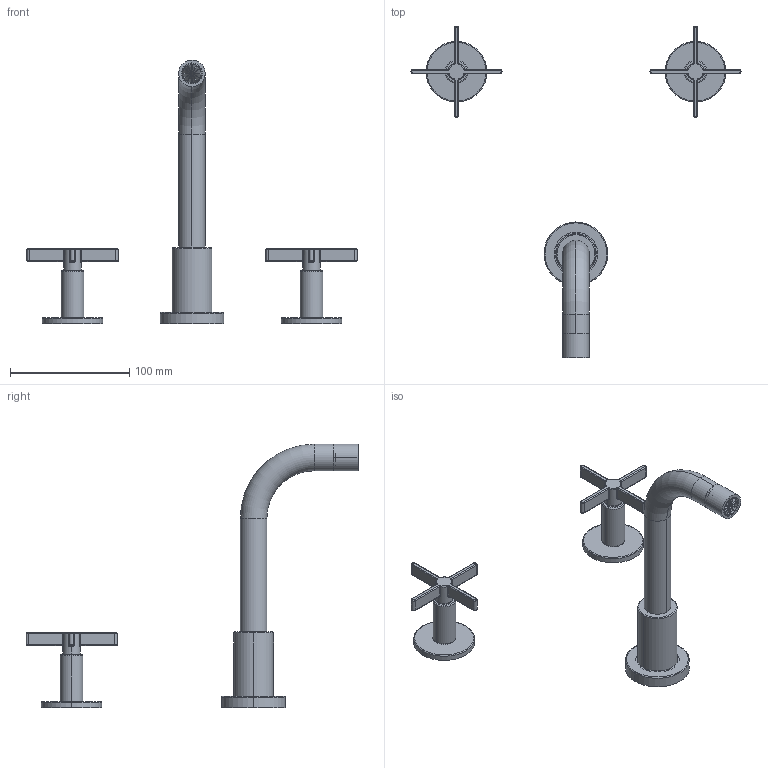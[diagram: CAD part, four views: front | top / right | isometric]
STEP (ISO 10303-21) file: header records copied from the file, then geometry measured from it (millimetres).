
FILE_DESCRIPTION((''),'2;1');
FILE_NAME('3-3335_ASM','2020-09-15T09:33:16',('jinson.thomas'),(''),'CREO PARAMETRIC BY PTC INC, 2018400','CREO PARAMETRIC BY PTC INC, 2018400','');
FILE_SCHEMA(('CONFIG_CONTROL_DESIGN'));
Length unit declared in the file: inch
Products named in the file (16): 13532; 20-565_ASM; 13533; 13535; 20-567_ASM; 3-722_ASM; 13414; 10624; 20-533_ASM; 13538; 20-570_ASM; 10913; 91330; 2-403_ASM; 3-724_ASM; 3-3335_ASM
Assembly tree (16 placements, depth 4):
  3-3335_ASM
    3-722_ASM  x2
      20-565_ASM
        13532
      20-567_ASM
        13533
        13535
    3-724_ASM
      20-533_ASM
        13414
        10624
      20-570_ASM
        13538
      2-403_ASM
        10913
        91330
Bounding box: 276.23 x 277.88 x 220.66 mm (x, y, z)
Volume: 98911.3 mm3; surface area: 82430.3 mm2
Topology: 11 solids, 11 shells, 718 faces, 1858 edges, 1176 vertices
Faces by surface type: cylinder 329, plane 202, bspline 90, torus 64, cone 33
Entity records: 29674 total; most frequent: CARTESIAN_POINT 17864, ORIENTED_EDGE 2504, DIRECTION 2299, EDGE_CURVE 1252, AXIS2_PLACEMENT_3D 888, VERTEX_POINT 798, VECTOR 523, LINE 523
